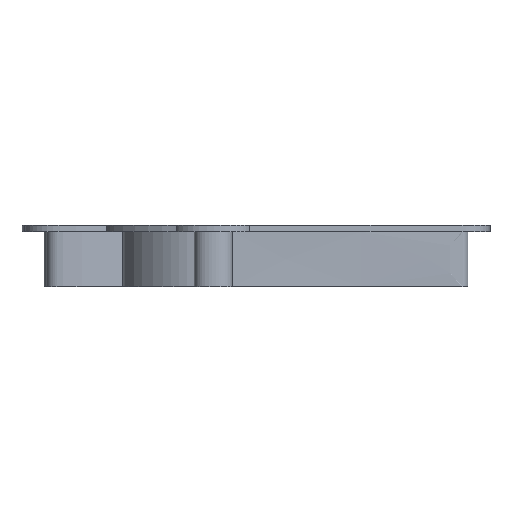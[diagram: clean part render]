
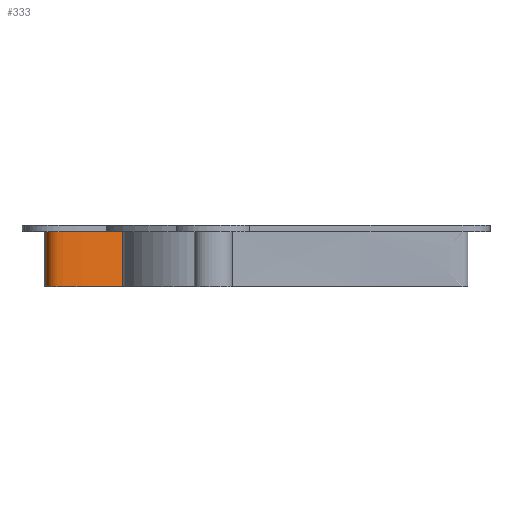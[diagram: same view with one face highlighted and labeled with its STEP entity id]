
A CAD part, left-side view. The second image highlights one B-rep face of the part: STEP entity #333.
In plain terms, the highlighted free-form (B-spline) face has degree [3, 1] with [19, 2] control points.
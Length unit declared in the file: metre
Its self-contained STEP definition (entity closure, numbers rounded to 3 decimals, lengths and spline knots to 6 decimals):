
#18=LINE('',#970,#34);
#19=LINE('',#1065,#35);
#34=VECTOR('',#371,1.);
#35=VECTOR('',#372,1.);
#59=ORIENTED_EDGE('',*,*,#157,.F.);
#60=ORIENTED_EDGE('',*,*,#156,.F.);
#61=ORIENTED_EDGE('',*,*,#158,.T.);
#62=ORIENTED_EDGE('',*,*,#159,.T.);
#156=EDGE_CURVE('',#204,#203,#18,.T.);
#157=EDGE_CURVE('',#203,#205,#237,.T.);
#158=EDGE_CURVE('',#204,#206,#238,.T.);
#159=EDGE_CURVE('',#206,#205,#19,.T.);
#203=VERTEX_POINT('',#940);
#204=VERTEX_POINT('',#969);
#205=VERTEX_POINT('',#1036);
#206=VERTEX_POINT('',#1064);
#237=B_SPLINE_CURVE_WITH_KNOTS('',3,(#1009,#1010,#1011,#1012,#1013,#1014,
#1015,#1016,#1017,#1018,#1019,#1020,#1021,#1022,#1023,#1024,#1025,#1026,
#1027,#1028,#1029,#1030,#1031,#1032,#1033,#1034,#1035),.UNSPECIFIED.,.F.,
 .F.,(4,1,1,1,1,1,1,1,1,1,1,1,1,1,1,1,1,1,1,1,1,1,1,1,4),(0.904613,
0.913427,0.922241,0.926648,0.931056,
0.935463,0.93987,0.944277,0.948684,
0.950888,0.953092,0.955295,0.957499,
0.958601,0.959702,0.960804,0.961906,
0.963008,0.964109,0.965211,0.966313,
0.968517,0.97072,0.972924,0.975127),
 .UNSPECIFIED.);
#238=B_SPLINE_CURVE_WITH_KNOTS('',3,(#1037,#1038,#1039,#1040,#1041,#1042,
#1043,#1044,#1045,#1046,#1047,#1048,#1049,#1050,#1051,#1052,#1053,#1054,
#1055,#1056,#1057,#1058,#1059,#1060,#1061,#1062,#1063),.UNSPECIFIED.,.F.,
 .F.,(4,1,1,1,1,1,1,1,1,1,1,1,1,1,1,1,1,1,1,1,1,1,1,1,4),(0.904613,
0.913427,0.922241,0.926648,0.931056,
0.935463,0.93987,0.944277,0.948684,
0.950888,0.953092,0.955295,0.957499,
0.958601,0.959702,0.960804,0.961906,
0.963008,0.964109,0.965211,0.966313,
0.968517,0.97072,0.972924,0.975127),
 .UNSPECIFIED.);
#268=EDGE_LOOP('',(#59,#60,#61,#62));
#292=FACE_BOUND('',#268,.T.);
#316=B_SPLINE_SURFACE_WITH_KNOTS('',3,1,((#971,#972),(#973,#974),(#975,
#976),(#977,#978),(#979,#980),(#981,#982),(#983,#984),(#985,#986),(#987,
#988),(#989,#990),(#991,#992),(#993,#994),(#995,#996),(#997,#998),(#999,
#1000),(#1001,#1002),(#1003,#1004),(#1005,#1006),(#1007,#1008)),
 .SURF_OF_LINEAR_EXTRUSION.,.F.,.F.,.F.,(4,1,1,1,1,1,1,1,1,1,1,1,1,1,1,
1,4),(2,2),(0.904613,0.913427,0.922241,0.931056,
0.93987,0.944277,0.948684,0.953092,
0.955295,0.957499,0.959702,0.961906,
0.964109,0.966313,0.968517,0.97072,
0.975127),(0.,1.),.UNSPECIFIED.);
#333=ADVANCED_FACE('',(#292),#316,.T.);
#371=DIRECTION('',(0.,0.,-1.));
#372=DIRECTION('',(0.,0.,-1.));
#940=CARTESIAN_POINT('',(-0.004352,0.021851,0.));
#969=CARTESIAN_POINT('',(-0.004352,0.021851,0.010668));
#970=CARTESIAN_POINT('',(-0.004352,0.021851,0.010668));
#971=CARTESIAN_POINT('',(-0.004352,0.021851,0.010668));
#972=CARTESIAN_POINT('',(-0.004352,0.021851,0.));
#973=CARTESIAN_POINT('',(-0.0045,0.02236,0.010668));
#974=CARTESIAN_POINT('',(-0.0045,0.02236,0.));
#975=CARTESIAN_POINT('',(-0.004839,0.0236,0.010668));
#976=CARTESIAN_POINT('',(-0.004839,0.0236,0.));
#977=CARTESIAN_POINT('',(-0.005409,0.025901,0.010668));
#978=CARTESIAN_POINT('',(-0.005409,0.025901,0.));
#979=CARTESIAN_POINT('',(-0.00596,0.02839,0.010668));
#980=CARTESIAN_POINT('',(-0.00596,0.02839,0.));
#981=CARTESIAN_POINT('',(-0.006337,0.030414,0.010668));
#982=CARTESIAN_POINT('',(-0.006337,0.030414,0.));
#983=CARTESIAN_POINT('',(-0.006549,0.031891,0.010668));
#984=CARTESIAN_POINT('',(-0.006549,0.031891,0.));
#985=CARTESIAN_POINT('',(-0.006652,0.032907,0.010668));
#986=CARTESIAN_POINT('',(-0.006652,0.032907,0.));
#987=CARTESIAN_POINT('',(-0.006681,0.03367,0.010668));
#988=CARTESIAN_POINT('',(-0.006681,0.03367,0.));
#989=CARTESIAN_POINT('',(-0.006656,0.03425,0.010668));
#990=CARTESIAN_POINT('',(-0.006656,0.03425,0.));
#991=CARTESIAN_POINT('',(-0.0066,0.034689,0.010668));
#992=CARTESIAN_POINT('',(-0.0066,0.034689,0.));
#993=CARTESIAN_POINT('',(-0.006486,0.035161,0.010668));
#994=CARTESIAN_POINT('',(-0.006486,0.035161,0.));
#995=CARTESIAN_POINT('',(-0.006208,0.035746,0.010668));
#996=CARTESIAN_POINT('',(-0.006208,0.035746,0.));
#997=CARTESIAN_POINT('',(-0.005686,0.036278,0.010668));
#998=CARTESIAN_POINT('',(-0.005686,0.036278,0.));
#999=CARTESIAN_POINT('',(-0.005077,0.036564,0.010668));
#1000=CARTESIAN_POINT('',(-0.005077,0.036564,0.));
#1001=CARTESIAN_POINT('',(-0.004605,0.036649,0.010668));
#1002=CARTESIAN_POINT('',(-0.004605,0.036649,0.));
#1003=CARTESIAN_POINT('',(-0.004182,0.036668,0.010668));
#1004=CARTESIAN_POINT('',(-0.004182,0.036668,0.));
#1005=CARTESIAN_POINT('',(-0.004043,0.036664,0.010668));
#1006=CARTESIAN_POINT('',(-0.004043,0.036664,0.));
#1007=CARTESIAN_POINT('',(-0.004007,0.036666,0.010668));
#1008=CARTESIAN_POINT('',(-0.004007,0.036666,0.));
#1009=CARTESIAN_POINT('',(-0.004352,0.021851,0.));
#1010=CARTESIAN_POINT('',(-0.0045,0.02236,0.));
#1011=CARTESIAN_POINT('',(-0.004839,0.0236,0.));
#1012=CARTESIAN_POINT('',(-0.005314,0.025517,0.));
#1013=CARTESIAN_POINT('',(-0.005685,0.027145,0.));
#1014=CARTESIAN_POINT('',(-0.005948,0.028383,0.));
#1015=CARTESIAN_POINT('',(-0.006186,0.029605,0.));
#1016=CARTESIAN_POINT('',(-0.00639,0.030783,0.));
#1017=CARTESIAN_POINT('',(-0.006549,0.031891,0.));
#1018=CARTESIAN_POINT('',(-0.006635,0.032737,0.));
#1019=CARTESIAN_POINT('',(-0.006669,0.033365,0.));
#1020=CARTESIAN_POINT('',(-0.006675,0.033815,0.));
#1021=CARTESIAN_POINT('',(-0.006656,0.03425,0.));
#1022=CARTESIAN_POINT('',(-0.006611,0.034615,0.));
#1023=CARTESIAN_POINT('',(-0.006542,0.034926,0.));
#1024=CARTESIAN_POINT('',(-0.006465,0.035175,0.));
#1025=CARTESIAN_POINT('',(-0.006348,0.035453,0.));
#1026=CARTESIAN_POINT('',(-0.006177,0.03574,0.));
#1027=CARTESIAN_POINT('',(-0.005949,0.036013,0.));
#1028=CARTESIAN_POINT('',(-0.005675,0.036247,0.));
#1029=CARTESIAN_POINT('',(-0.00538,0.036423,0.));
#1030=CARTESIAN_POINT('',(-0.004999,0.036577,0.));
#1031=CARTESIAN_POINT('',(-0.004604,0.03665,0.));
#1032=CARTESIAN_POINT('',(-0.004288,0.036664,0.));
#1033=CARTESIAN_POINT('',(-0.004091,0.036664,0.));
#1034=CARTESIAN_POINT('',(-0.004025,0.036665,0.));
#1035=CARTESIAN_POINT('',(-0.004007,0.036666,0.));
#1036=CARTESIAN_POINT('',(-0.004007,0.036666,0.));
#1037=CARTESIAN_POINT('',(-0.004352,0.021851,0.010668));
#1038=CARTESIAN_POINT('',(-0.0045,0.02236,0.010668));
#1039=CARTESIAN_POINT('',(-0.004839,0.0236,0.010668));
#1040=CARTESIAN_POINT('',(-0.005314,0.025517,0.010668));
#1041=CARTESIAN_POINT('',(-0.005685,0.027145,0.010668));
#1042=CARTESIAN_POINT('',(-0.005948,0.028383,0.010668));
#1043=CARTESIAN_POINT('',(-0.006186,0.029605,0.010668));
#1044=CARTESIAN_POINT('',(-0.00639,0.030783,0.010668));
#1045=CARTESIAN_POINT('',(-0.006549,0.031891,0.010668));
#1046=CARTESIAN_POINT('',(-0.006635,0.032737,0.010668));
#1047=CARTESIAN_POINT('',(-0.006669,0.033365,0.010668));
#1048=CARTESIAN_POINT('',(-0.006675,0.033815,0.010668));
#1049=CARTESIAN_POINT('',(-0.006656,0.03425,0.010668));
#1050=CARTESIAN_POINT('',(-0.006611,0.034615,0.010668));
#1051=CARTESIAN_POINT('',(-0.006542,0.034926,0.010668));
#1052=CARTESIAN_POINT('',(-0.006465,0.035175,0.010668));
#1053=CARTESIAN_POINT('',(-0.006348,0.035453,0.010668));
#1054=CARTESIAN_POINT('',(-0.006177,0.03574,0.010668));
#1055=CARTESIAN_POINT('',(-0.005949,0.036013,0.010668));
#1056=CARTESIAN_POINT('',(-0.005675,0.036247,0.010668));
#1057=CARTESIAN_POINT('',(-0.00538,0.036423,0.010668));
#1058=CARTESIAN_POINT('',(-0.004999,0.036577,0.010668));
#1059=CARTESIAN_POINT('',(-0.004604,0.03665,0.010668));
#1060=CARTESIAN_POINT('',(-0.004288,0.036664,0.010668));
#1061=CARTESIAN_POINT('',(-0.004091,0.036664,0.010668));
#1062=CARTESIAN_POINT('',(-0.004025,0.036665,0.010668));
#1063=CARTESIAN_POINT('',(-0.004007,0.036666,0.010668));
#1064=CARTESIAN_POINT('',(-0.004007,0.036666,0.010668));
#1065=CARTESIAN_POINT('',(-0.004007,0.036666,0.010668));
